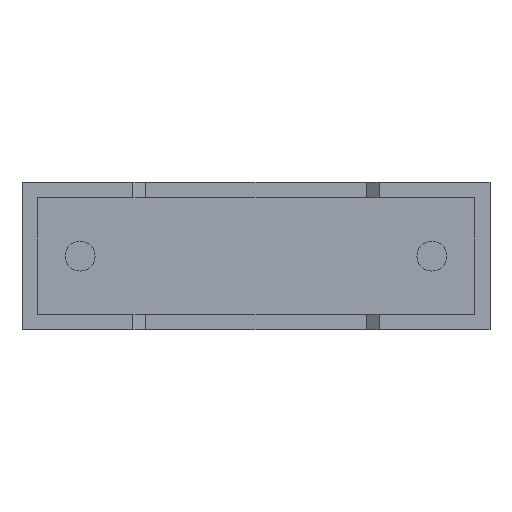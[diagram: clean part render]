
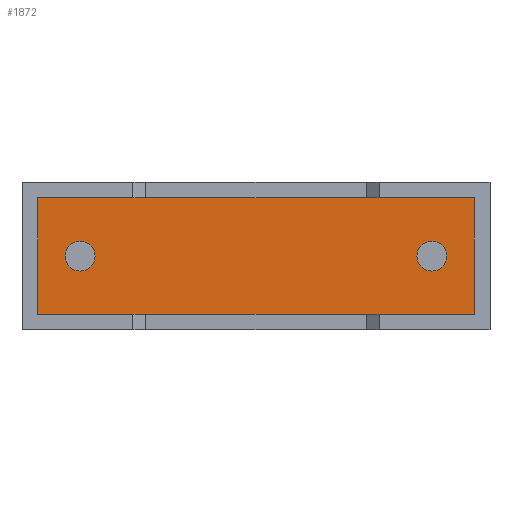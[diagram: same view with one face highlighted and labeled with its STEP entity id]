
A CAD part, front view. The second image highlights one B-rep face of the part: STEP entity #1872.
In plain terms, the highlighted planar face has unit normal (0, -1, 0).
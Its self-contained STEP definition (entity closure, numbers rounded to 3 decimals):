
#5 = CARTESIAN_POINT ( 'NONE',  ( 0.443, 0.75, 3.757 ) ) ;
#87 = ORIENTED_EDGE ( 'NONE', *, *, #2904, .F. ) ;
#140 = CIRCLE ( 'NONE', #2217, 0.425 ) ;
#204 = FACE_BOUND ( 'NONE', #1646, .T. ) ;
#232 = CARTESIAN_POINT ( 'NONE',  ( 0.443, 0.75, 0.443 ) ) ;
#319 = DIRECTION ( 'NONE',  ( 0., -1., 0. ) ) ;
#356 = LINE ( 'NONE', #1853, #2354 ) ;
#392 = VERTEX_POINT ( 'NONE', #5 ) ;
#397 = LINE ( 'NONE', #851, #1215 ) ;
#403 = DIRECTION ( 'NONE',  ( 1., 0., 0. ) ) ;
#414 = VERTEX_POINT ( 'NONE', #1935 ) ;
#481 = DIRECTION ( 'NONE',  ( 0., -1., 0. ) ) ;
#488 = PLANE ( 'NONE',  #2123 ) ;
#567 = DIRECTION ( 'NONE',  ( 0., 0., 1. ) ) ;
#589 = EDGE_CURVE ( 'NONE', #958, #1744, #140, .T. ) ;
#657 = ORIENTED_EDGE ( 'NONE', *, *, #2004, .F. ) ;
#700 = EDGE_LOOP ( 'NONE', ( #2978, #1146, #2096, #795 ) ) ;
#729 = VECTOR ( 'NONE', #567, 1000. ) ;
#744 = VERTEX_POINT ( 'NONE', #1528 ) ;
#764 = CARTESIAN_POINT ( 'NONE',  ( 11.65, 0.75, 2.1 ) ) ;
#795 = ORIENTED_EDGE ( 'NONE', *, *, #903, .T. ) ;
#817 = LINE ( 'NONE', #2536, #2652 ) ;
#841 = AXIS2_PLACEMENT_3D ( 'NONE', #2707, #1289, #1533 ) ;
#851 = CARTESIAN_POINT ( 'NONE',  ( 0.443, 0.75, 0.443 ) ) ;
#903 = EDGE_CURVE ( 'NONE', #744, #392, #356, .T. ) ;
#958 = VERTEX_POINT ( 'NONE', #2763 ) ;
#961 = CIRCLE ( 'NONE', #841, 0.425 ) ;
#980 = AXIS2_PLACEMENT_3D ( 'NONE', #764, #2877, #2646 ) ;
#1058 = CARTESIAN_POINT ( 'NONE',  ( 1.65, 0.75, 2.1 ) ) ;
#1133 = CIRCLE ( 'NONE', #980, 0.425 ) ;
#1143 = CARTESIAN_POINT ( 'NONE',  ( 11.65, 0.75, 2.525 ) ) ;
#1146 = ORIENTED_EDGE ( 'NONE', *, *, #2917, .T. ) ;
#1151 = ORIENTED_EDGE ( 'NONE', *, *, #1550, .F. ) ;
#1172 = FACE_OUTER_BOUND ( 'NONE', #700, .T. ) ;
#1180 = CARTESIAN_POINT ( 'NONE',  ( 1.65, 0.75, 2.525 ) ) ;
#1195 = VERTEX_POINT ( 'NONE', #232 ) ;
#1215 = VECTOR ( 'NONE', #403, 1000. ) ;
#1289 = DIRECTION ( 'NONE',  ( 0., -1., 0. ) ) ;
#1528 = CARTESIAN_POINT ( 'NONE',  ( 12.857, 0.75, 3.757 ) ) ;
#1533 = DIRECTION ( 'NONE',  ( 0., 0., -1. ) ) ;
#1550 = EDGE_CURVE ( 'NONE', #1744, #958, #961, .T. ) ;
#1574 = EDGE_CURVE ( 'NONE', #1728, #744, #2301, .T. ) ;
#1585 = AXIS2_PLACEMENT_3D ( 'NONE', #2720, #2293, #2026 ) ;
#1646 = EDGE_LOOP ( 'NONE', ( #657, #87 ) ) ;
#1649 = EDGE_LOOP ( 'NONE', ( #1151, #2011 ) ) ;
#1666 = CIRCLE ( 'NONE', #1585, 0.425 ) ;
#1728 = VERTEX_POINT ( 'NONE', #2812 ) ;
#1744 = VERTEX_POINT ( 'NONE', #1180 ) ;
#1769 = DIRECTION ( 'NONE',  ( 0., 0., -1. ) ) ;
#1834 = VERTEX_POINT ( 'NONE', #1143 ) ;
#1853 = CARTESIAN_POINT ( 'NONE',  ( 12.857, 0.75, 3.757 ) ) ;
#1872 = ADVANCED_FACE ( 'NONE', ( #204, #1172, #2482 ), #488, .T. ) ;
#1894 = CARTESIAN_POINT ( 'NONE',  ( 0., 0.75, 0. ) ) ;
#1935 = CARTESIAN_POINT ( 'NONE',  ( 11.65, 0.75, 1.675 ) ) ;
#2004 = EDGE_CURVE ( 'NONE', #1834, #414, #1133, .T. ) ;
#2011 = ORIENTED_EDGE ( 'NONE', *, *, #589, .F. ) ;
#2026 = DIRECTION ( 'NONE',  ( 0., 0., -1. ) ) ;
#2096 = ORIENTED_EDGE ( 'NONE', *, *, #1574, .T. ) ;
#2123 = AXIS2_PLACEMENT_3D ( 'NONE', #1894, #481, #2828 ) ;
#2217 = AXIS2_PLACEMENT_3D ( 'NONE', #1058, #319, #2447 ) ;
#2293 = DIRECTION ( 'NONE',  ( 0., -1., 0. ) ) ;
#2300 = DIRECTION ( 'NONE',  ( -1., 0., 0. ) ) ;
#2301 = LINE ( 'NONE', #2924, #729 ) ;
#2354 = VECTOR ( 'NONE', #2300, 1000. ) ;
#2447 = DIRECTION ( 'NONE',  ( 0., 0., -1. ) ) ;
#2482 = FACE_BOUND ( 'NONE', #1649, .T. ) ;
#2536 = CARTESIAN_POINT ( 'NONE',  ( 0.443, 0.75, 3.757 ) ) ;
#2646 = DIRECTION ( 'NONE',  ( 0., 0., -1. ) ) ;
#2652 = VECTOR ( 'NONE', #1769, 1000. ) ;
#2707 = CARTESIAN_POINT ( 'NONE',  ( 1.65, 0.75, 2.1 ) ) ;
#2720 = CARTESIAN_POINT ( 'NONE',  ( 11.65, 0.75, 2.1 ) ) ;
#2763 = CARTESIAN_POINT ( 'NONE',  ( 1.65, 0.75, 1.675 ) ) ;
#2812 = CARTESIAN_POINT ( 'NONE',  ( 12.857, 0.75, 0.443 ) ) ;
#2828 = DIRECTION ( 'NONE',  ( 0., 0., -1. ) ) ;
#2877 = DIRECTION ( 'NONE',  ( 0., -1., 0. ) ) ;
#2904 = EDGE_CURVE ( 'NONE', #414, #1834, #1666, .T. ) ;
#2917 = EDGE_CURVE ( 'NONE', #1195, #1728, #397, .T. ) ;
#2924 = CARTESIAN_POINT ( 'NONE',  ( 12.857, 0.75, 0.443 ) ) ;
#2978 = ORIENTED_EDGE ( 'NONE', *, *, #2984, .T. ) ;
#2984 = EDGE_CURVE ( 'NONE', #392, #1195, #817, .T. ) ;
